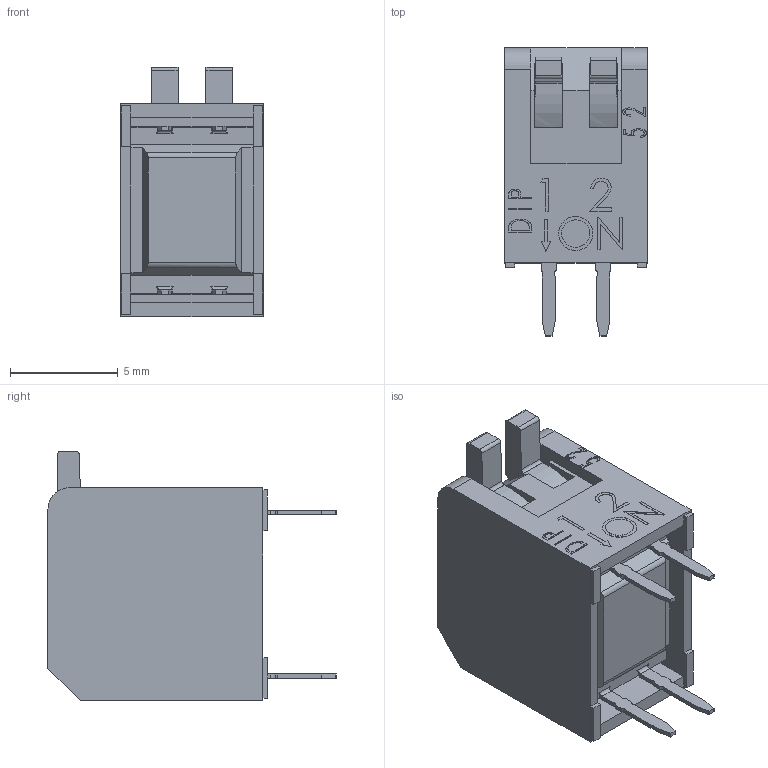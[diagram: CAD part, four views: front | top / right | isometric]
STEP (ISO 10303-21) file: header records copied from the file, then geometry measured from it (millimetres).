
FILE_DESCRIPTION (( 'STEP AP203' ), '1' );
FILE_NAME ('NDPL-02V.STEP', '2019-02-20T07:56:06', ( '' ), ( '' ), 'SwSTEP 2.0', 'SolidWorks 2017', '' );
FILE_SCHEMA (( 'CONFIG_CONTROL_DESIGN' ));
Length unit declared in the file: millimetre
Products named in the file (1): NDPL-02V
Bounding box: 6.64 x 13.4 x 11.59 mm (x, y, z)
Volume: 508.2 mm3; surface area: 1014.3 mm2
Topology: 2 solids, 2 shells, 384 faces, 1106 edges, 736 vertices
Faces by surface type: plane 253, cylinder 82, bspline 49
Entity records: 15101 total; most frequent: CARTESIAN_POINT 5308, ORIENTED_EDGE 2212, DIRECTION 1746, EDGE_CURVE 1106, VECTOR 830, LINE 830, VERTEX_POINT 736, AXIS2_PLACEMENT_3D 458
